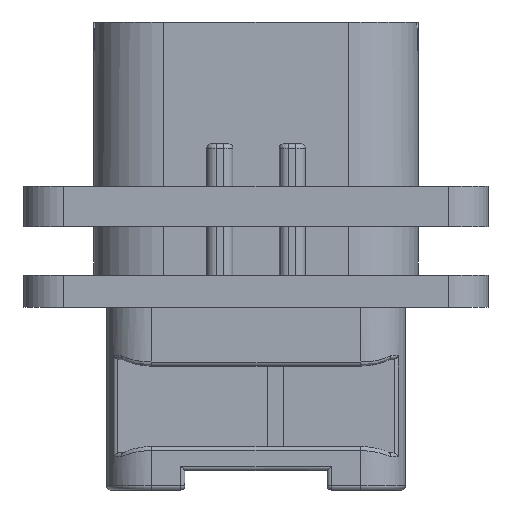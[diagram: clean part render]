
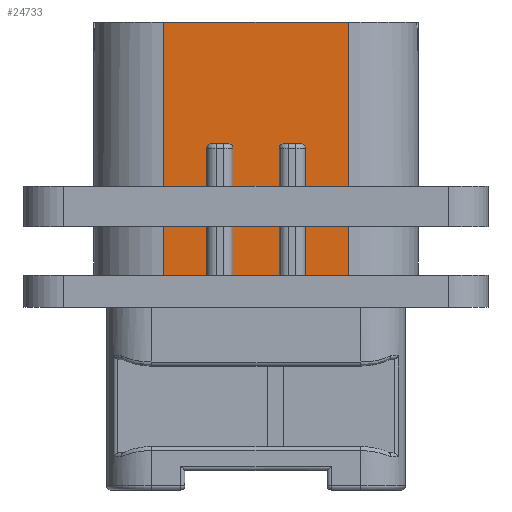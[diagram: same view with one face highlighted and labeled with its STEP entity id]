
A CAD part, front view. The second image highlights one B-rep face of the part: STEP entity #24733.
In plain terms, the highlighted planar face has unit normal (0, -1, 0).
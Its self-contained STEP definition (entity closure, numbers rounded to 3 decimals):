
#1514=DIRECTION('',(1.,0.,0.));
#1515=VECTOR('',#1514,11.4);
#1516=CARTESIAN_POINT('',(-5.7,-9.,17.67));
#1517=LINE('',#1516,#1515);
#2080=DIRECTION('',(1.,0.,0.));
#2081=VECTOR('',#2080,2.66);
#2082=CARTESIAN_POINT('',(3.04,-9.,2.));
#2083=LINE('',#2082,#2081);
#2285=DIRECTION('',(1.,0.,0.));
#2286=VECTOR('',#2285,2.66);
#2287=CARTESIAN_POINT('',(-5.7,-9.,2.));
#2288=LINE('',#2287,#2286);
#2438=DIRECTION('',(0.,0.,1.));
#2439=VECTOR('',#2438,7.87);
#2440=CARTESIAN_POINT('',(-1.44,-9.,2.));
#2441=LINE('',#2440,#2439);
#2442=DIRECTION('',(-1.,0.,0.));
#2443=VECTOR('',#2442,1.1);
#2444=CARTESIAN_POINT('',(-1.69,-9.,10.12));
#2445=LINE('',#2444,#2443);
#2446=DIRECTION('',(0.,0.,1.));
#2447=VECTOR('',#2446,7.87);
#2448=CARTESIAN_POINT('',(-3.04,-9.,2.));
#2449=LINE('',#2448,#2447);
#2450=DIRECTION('',(0.,0.,-1.));
#2451=VECTOR('',#2450,15.67);
#2452=CARTESIAN_POINT('',(-5.7,-9.,17.67));
#2453=LINE('',#2452,#2451);
#2454=DIRECTION('',(0.,0.,-1.));
#2455=VECTOR('',#2454,15.67);
#2456=CARTESIAN_POINT('',(5.7,-9.,17.67));
#2457=LINE('',#2456,#2455);
#2458=DIRECTION('',(0.,0.,1.));
#2459=VECTOR('',#2458,7.87);
#2460=CARTESIAN_POINT('',(3.04,-9.,2.));
#2461=LINE('',#2460,#2459);
#2462=DIRECTION('',(-1.,0.,0.));
#2463=VECTOR('',#2462,1.1);
#2464=CARTESIAN_POINT('',(2.79,-9.,10.12));
#2465=LINE('',#2464,#2463);
#2466=DIRECTION('',(0.,0.,1.));
#2467=VECTOR('',#2466,7.87);
#2468=CARTESIAN_POINT('',(1.44,-9.,2.));
#2469=LINE('',#2468,#2467);
#2483=CARTESIAN_POINT('',(-1.69,-9.,9.87));
#2484=DIRECTION('',(0.,1.,0.));
#2485=DIRECTION('',(0.,0.,1.));
#2486=AXIS2_PLACEMENT_3D('',#2483,#2484,#2485);
#2566=DIRECTION('',(1.,0.,0.));
#2567=VECTOR('',#2566,2.88);
#2568=CARTESIAN_POINT('',(-1.44,-9.,2.));
#2569=LINE('',#2568,#2567);
#2582=CARTESIAN_POINT('',(1.69,-9.,9.87));
#2583=DIRECTION('',(0.,1.,0.));
#2584=DIRECTION('',(-1.,0.,0.));
#2585=AXIS2_PLACEMENT_3D('',#2582,#2583,#2584);
#2614=CARTESIAN_POINT('',(2.79,-9.,9.87));
#2615=DIRECTION('',(0.,1.,0.));
#2616=DIRECTION('',(0.,0.,1.));
#2617=AXIS2_PLACEMENT_3D('',#2614,#2615,#2616);
#8307=CARTESIAN_POINT('',(-2.79,-9.,9.87));
#8308=DIRECTION('',(0.,1.,0.));
#8309=DIRECTION('',(-1.,0.,0.));
#8310=AXIS2_PLACEMENT_3D('',#8307,#8308,#8309);
#18837=CARTESIAN_POINT('',(-5.7,-9.,17.67));
#18838=CARTESIAN_POINT('',(-5.7,-9.,2.));
#18839=VERTEX_POINT('',#18837);
#18840=VERTEX_POINT('',#18838);
#18841=CARTESIAN_POINT('',(5.7,-9.,17.67));
#18842=CARTESIAN_POINT('',(5.7,-9.,2.));
#18843=VERTEX_POINT('',#18841);
#18844=VERTEX_POINT('',#18842);
#20826=CARTESIAN_POINT('',(-3.04,-9.,2.));
#20827=VERTEX_POINT('',#20826);
#20828=CARTESIAN_POINT('',(-1.44,-9.,2.));
#20829=CARTESIAN_POINT('',(1.44,-9.,2.));
#20830=VERTEX_POINT('',#20828);
#20831=VERTEX_POINT('',#20829);
#20832=CARTESIAN_POINT('',(3.04,-9.,2.));
#20833=VERTEX_POINT('',#20832);
#20877=CARTESIAN_POINT('',(-1.44,-9.,9.87));
#20879=VERTEX_POINT('',#20877);
#20881=CARTESIAN_POINT('',(-1.69,-9.,10.12));
#20883=VERTEX_POINT('',#20881);
#20896=CARTESIAN_POINT('',(-2.79,-9.,10.12));
#20897=VERTEX_POINT('',#20896);
#20898=CARTESIAN_POINT('',(-3.04,-9.,9.87));
#20899=VERTEX_POINT('',#20898);
#20901=CARTESIAN_POINT('',(3.04,-9.,9.87));
#20903=VERTEX_POINT('',#20901);
#20905=CARTESIAN_POINT('',(2.79,-9.,10.12));
#20907=VERTEX_POINT('',#20905);
#20920=CARTESIAN_POINT('',(1.69,-9.,10.12));
#20921=VERTEX_POINT('',#20920);
#20922=CARTESIAN_POINT('',(1.44,-9.,9.87));
#20923=VERTEX_POINT('',#20922);
#24699=CARTESIAN_POINT('',(-10.05,-9.,2.));
#24700=DIRECTION('',(0.,-1.,0.));
#24701=DIRECTION('',(1.,0.,0.));
#24702=AXIS2_PLACEMENT_3D('',#24699,#24700,#24701);
#24703=PLANE('',#24702);
#24705=ORIENTED_EDGE('',*,*,#24704,.T.);
#24707=ORIENTED_EDGE('',*,*,#24706,.F.);
#24709=ORIENTED_EDGE('',*,*,#24708,.T.);
#24711=ORIENTED_EDGE('',*,*,#24710,.F.);
#24713=ORIENTED_EDGE('',*,*,#24712,.F.);
#24714=ORIENTED_EDGE('',*,*,#24476,.F.);
#24715=ORIENTED_EDGE('',*,*,#24532,.F.);
#24716=ORIENTED_EDGE('',*,*,#23649,.T.);
#24717=ORIENTED_EDGE('',*,*,#24191,.T.);
#24718=ORIENTED_EDGE('',*,*,#24222,.F.);
#24720=ORIENTED_EDGE('',*,*,#24719,.T.);
#24722=ORIENTED_EDGE('',*,*,#24721,.F.);
#24724=ORIENTED_EDGE('',*,*,#24723,.T.);
#24726=ORIENTED_EDGE('',*,*,#24725,.F.);
#24728=ORIENTED_EDGE('',*,*,#24727,.F.);
#24730=ORIENTED_EDGE('',*,*,#24729,.F.);
#24731=EDGE_LOOP('',(#24705,#24707,#24709,#24711,#24713,#24714,#24715,#24716,
#24717,#24718,#24720,#24722,#24724,#24726,#24728,#24730));
#24732=FACE_OUTER_BOUND('',#24731,.F.);
#24733=ADVANCED_FACE('',(#24732),#24703,.T.);
#2487=CIRCLE('',#2486,0.25);
#2586=CIRCLE('',#2585,0.25);
#2618=CIRCLE('',#2617,0.25);
#8311=CIRCLE('',#8310,0.25);
#23649=EDGE_CURVE('',#18839,#18843,#1517,.T.);
#24191=EDGE_CURVE('',#18843,#18844,#2457,.T.);
#24222=EDGE_CURVE('',#20833,#18844,#2083,.T.);
#24476=EDGE_CURVE('',#18840,#20827,#2288,.T.);
#24532=EDGE_CURVE('',#18839,#18840,#2453,.T.);
#24704=EDGE_CURVE('',#20830,#20879,#2441,.T.);
#24706=EDGE_CURVE('',#20883,#20879,#2487,.T.);
#24708=EDGE_CURVE('',#20883,#20897,#2445,.T.);
#24710=EDGE_CURVE('',#20899,#20897,#8311,.T.);
#24712=EDGE_CURVE('',#20827,#20899,#2449,.T.);
#24719=EDGE_CURVE('',#20833,#20903,#2461,.T.);
#24721=EDGE_CURVE('',#20907,#20903,#2618,.T.);
#24723=EDGE_CURVE('',#20907,#20921,#2465,.T.);
#24725=EDGE_CURVE('',#20923,#20921,#2586,.T.);
#24727=EDGE_CURVE('',#20831,#20923,#2469,.T.);
#24729=EDGE_CURVE('',#20830,#20831,#2569,.T.);
